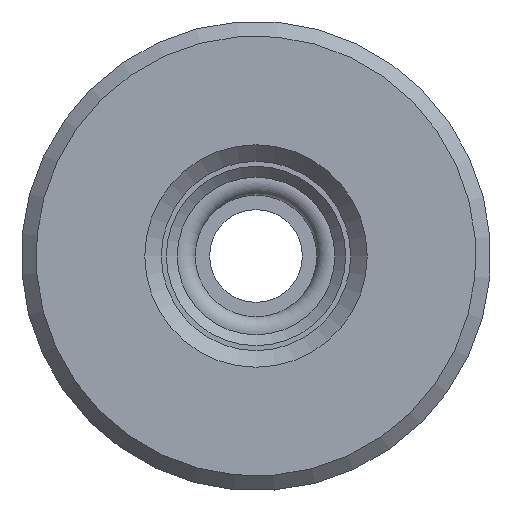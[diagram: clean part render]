
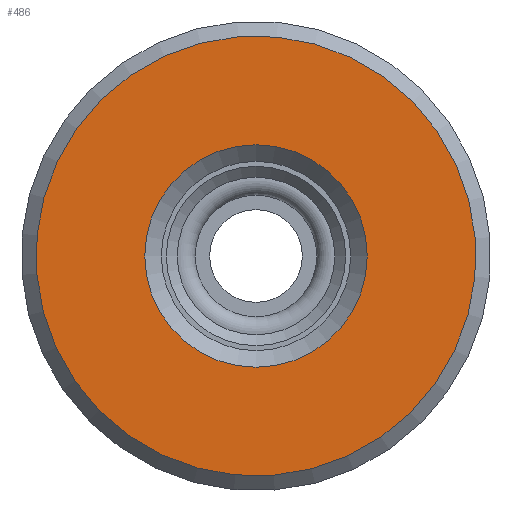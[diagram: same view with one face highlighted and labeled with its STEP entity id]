
A CAD part, left-side view. The second image highlights one B-rep face of the part: STEP entity #486.
In plain terms, the highlighted planar face has unit normal (-1, 0, 0).
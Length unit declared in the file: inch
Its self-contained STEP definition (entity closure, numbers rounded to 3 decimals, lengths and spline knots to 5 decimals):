
#49=FACE_BOUND('',#107,.T.);
#57=PLANE('',#562);
#74=FACE_OUTER_BOUND('',#106,.T.);
#106=EDGE_LOOP('',(#393));
#107=EDGE_LOOP('',(#394,#395));
#188=CIRCLE('',#556,0.225);
#189=CIRCLE('',#557,0.225);
#193=CIRCLE('',#563,0.445);
#232=VERTEX_POINT('',#823);
#233=VERTEX_POINT('',#825);
#239=VERTEX_POINT('',#840);
#289=EDGE_CURVE('',#233,#232,#188,.T.);
#290=EDGE_CURVE('',#232,#233,#189,.T.);
#296=EDGE_CURVE('',#239,#239,#193,.T.);
#393=ORIENTED_EDGE('',*,*,#296,.F.);
#394=ORIENTED_EDGE('',*,*,#289,.T.);
#395=ORIENTED_EDGE('',*,*,#290,.T.);
#486=ADVANCED_FACE('',(#74,#49),#57,.T.);
#556=AXIS2_PLACEMENT_3D('',#826,#671,#672);
#557=AXIS2_PLACEMENT_3D('',#827,#673,#674);
#562=AXIS2_PLACEMENT_3D('',#839,#685,#686);
#563=AXIS2_PLACEMENT_3D('',#841,#687,#688);
#671=DIRECTION('center_axis',(1.,0.,0.));
#672=DIRECTION('ref_axis',(0.,1.,0.));
#673=DIRECTION('center_axis',(1.,0.,0.));
#674=DIRECTION('ref_axis',(0.,1.,0.));
#685=DIRECTION('center_axis',(-1.,0.,0.));
#686=DIRECTION('ref_axis',(0.,0.08,0.997));
#687=DIRECTION('center_axis',(1.,0.,0.));
#688=DIRECTION('ref_axis',(0.,-0.997,0.08));
#823=CARTESIAN_POINT('',(-0.332,-0.225,0.));
#825=CARTESIAN_POINT('',(-0.332,0.225,0.));
#826=CARTESIAN_POINT('Origin',(-0.332,0.,0.));
#827=CARTESIAN_POINT('Origin',(-0.332,0.,0.));
#839=CARTESIAN_POINT('Origin',(-0.332,0.23673,-0.01906));
#840=CARTESIAN_POINT('',(-0.332,0.44356,-0.03572));
#841=CARTESIAN_POINT('Origin',(-0.332,0.,0.));
